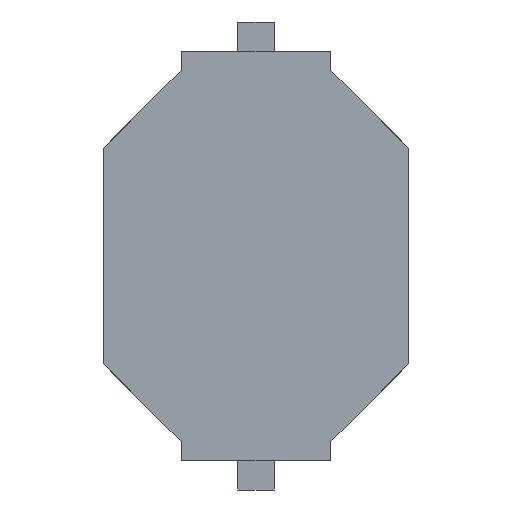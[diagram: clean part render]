
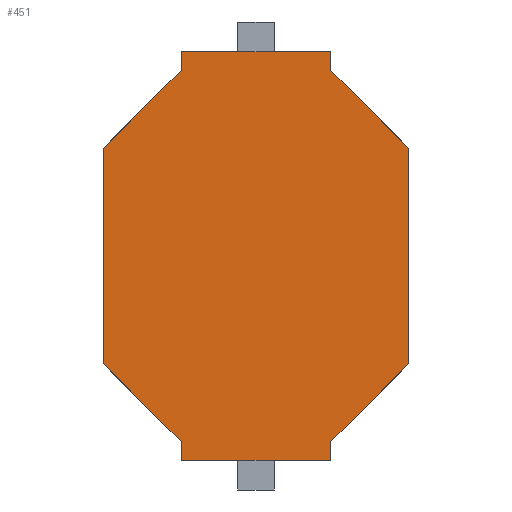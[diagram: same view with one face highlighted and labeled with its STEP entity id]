
A CAD part, front view. The second image highlights one B-rep face of the part: STEP entity #451.
In plain terms, the highlighted planar face has unit normal (0, -1, 0).
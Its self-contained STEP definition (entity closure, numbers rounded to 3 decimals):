
#7 = EDGE_CURVE ( 'NONE', #377, #375, #988, .T. ) ;
#8 = ORIENTED_EDGE ( 'NONE', *, *, #9, .F. ) ;
#9 = EDGE_CURVE ( 'NONE', #274, #377, #1104, .T. ) ;
#14 = ORIENTED_EDGE ( 'NONE', *, *, #15, .F. ) ;
#15 = EDGE_CURVE ( 'NONE', #16, #52, #1278, .T. ) ;
#16 = VERTEX_POINT ( 'NONE', #1232 ) ;
#17 = ORIENTED_EDGE ( 'NONE', *, *, #18, .F. ) ;
#18 = EDGE_CURVE ( 'NONE', #19, #141, #1282, .T. ) ;
#19 = VERTEX_POINT ( 'NONE', #1216 ) ;
#20 = EDGE_CURVE ( 'NONE', #143, #22, #1230, .T. ) ;
#21 = EDGE_CURVE ( 'NONE', #141, #143, #1285, .T. ) ;
#22 = VERTEX_POINT ( 'NONE', #1218 ) ;
#23 = ORIENTED_EDGE ( 'NONE', *, *, #20, .F. ) ;
#24 = ORIENTED_EDGE ( 'NONE', *, *, #25, .F. ) ;
#25 = EDGE_CURVE ( 'NONE', #145, #19, #1283, .T. ) ;
#26 = ORIENTED_EDGE ( 'NONE', *, *, #142, .F. ) ;
#47 = ORIENTED_EDGE ( 'NONE', *, *, #48, .F. ) ;
#48 = EDGE_CURVE ( 'NONE', #49, #346, #1259, .T. ) ;
#49 = VERTEX_POINT ( 'NONE', #1142 ) ;
#50 = ORIENTED_EDGE ( 'NONE', *, *, #51, .T. ) ;
#51 = EDGE_CURVE ( 'NONE', #49, #52, #1273, .T. ) ;
#52 = VERTEX_POINT ( 'NONE', #1177 ) ;
#141 = VERTEX_POINT ( 'NONE', #1397 ) ;
#142 = EDGE_CURVE ( 'NONE', #22, #16, #1396, .T. ) ;
#143 = VERTEX_POINT ( 'NONE', #1392 ) ;
#144 = ORIENTED_EDGE ( 'NONE', *, *, #21, .F. ) ;
#145 = VERTEX_POINT ( 'NONE', #1391 ) ;
#146 = ORIENTED_EDGE ( 'NONE', *, *, #147, .F. ) ;
#147 = EDGE_CURVE ( 'NONE', #382, #145, #1519, .T. ) ;
#243 = EDGE_CURVE ( 'NONE', #407, #278, #1610, .T. ) ;
#251 = VERTEX_POINT ( 'NONE', #1578 ) ;
#273 = EDGE_LOOP ( 'NONE', ( #452, #397, #376, #8, #275, #434, #374, #47, #50, #14, #26, #23, #144, #17, #24, #146 ) ) ;
#274 = VERTEX_POINT ( 'NONE', #1677 ) ;
#275 = ORIENTED_EDGE ( 'NONE', *, *, #276, .F. ) ;
#276 = EDGE_CURVE ( 'NONE', #278, #274, #1676, .T. ) ;
#277 = EDGE_CURVE ( 'NONE', #346, #407, #1672, .T. ) ;
#278 = VERTEX_POINT ( 'NONE', #1668 ) ;
#346 = VERTEX_POINT ( 'NONE', #1541 ) ;
#374 = ORIENTED_EDGE ( 'NONE', *, *, #277, .F. ) ;
#375 = VERTEX_POINT ( 'NONE', #1947 ) ;
#376 = ORIENTED_EDGE ( 'NONE', *, *, #7, .F. ) ;
#377 = VERTEX_POINT ( 'NONE', #1967 ) ;
#381 = EDGE_CURVE ( 'NONE', #251, #382, #1946, .T. ) ;
#382 = VERTEX_POINT ( 'NONE', #1942 ) ;
#397 = ORIENTED_EDGE ( 'NONE', *, *, #398, .F. ) ;
#398 = EDGE_CURVE ( 'NONE', #375, #251, #1898, .T. ) ;
#407 = VERTEX_POINT ( 'NONE', #1966 ) ;
#434 = ORIENTED_EDGE ( 'NONE', *, *, #243, .F. ) ;
#451 = ADVANCED_FACE ( 'NONE', ( #1829 ), #1828, .T. ) ;
#452 = ORIENTED_EDGE ( 'NONE', *, *, #381, .F. ) ;
#986 = VECTOR ( 'NONE', #1105, 1000. ) ;
#987 = CARTESIAN_POINT ( 'NONE',  ( 1.65, 0., -8.575 ) ) ;
#988 = LINE ( 'NONE', #987, #986 ) ;
#1101 = DIRECTION ( 'NONE',  ( -0.707, 0., -0.707 ) ) ;
#1102 = VECTOR ( 'NONE', #1101, 1000. ) ;
#1103 = CARTESIAN_POINT ( 'NONE',  ( 3.35, 0., -6.875 ) ) ;
#1104 = LINE ( 'NONE', #1103, #1102 ) ;
#1105 = DIRECTION ( 'NONE',  ( 0., 0., -1. ) ) ;
#1141 = CARTESIAN_POINT ( 'NONE',  ( 1.65, 0., 0. ) ) ;
#1142 = CARTESIAN_POINT ( 'NONE',  ( 0.4, 0., 0. ) ) ;
#1143 = DIRECTION ( 'NONE',  ( 1., 0., 0. ) ) ;
#1144 = VECTOR ( 'NONE', #1143, 1000. ) ;
#1145 = CARTESIAN_POINT ( 'NONE',  ( 1.65, 0., 0. ) ) ;
#1146 = CARTESIAN_POINT ( 'NONE',  ( -1.65, 0., -0.425 ) ) ;
#1153 = DIRECTION ( 'NONE',  ( 0., 0., 1. ) ) ;
#1154 = VECTOR ( 'NONE', #1153, 1000. ) ;
#1177 = CARTESIAN_POINT ( 'NONE',  ( -0.4, 0., 0. ) ) ;
#1178 = DIRECTION ( 'NONE',  ( 1., 0., 0. ) ) ;
#1215 = VECTOR ( 'NONE', #1217, 1000. ) ;
#1216 = CARTESIAN_POINT ( 'NONE',  ( -1.65, 0., -8.575 ) ) ;
#1217 = DIRECTION ( 'NONE',  ( -0.707, 0., 0.707 ) ) ;
#1218 = CARTESIAN_POINT ( 'NONE',  ( -1.65, 0., -0.425 ) ) ;
#1223 = VECTOR ( 'NONE', #1280, 1000. ) ;
#1224 = CARTESIAN_POINT ( 'NONE',  ( -1.65, 0., -8.575 ) ) ;
#1230 = LINE ( 'NONE', #1146, #1262 ) ;
#1231 = VECTOR ( 'NONE', #1178, 1000. ) ;
#1232 = CARTESIAN_POINT ( 'NONE',  ( -1.65, 0., 0. ) ) ;
#1236 = CARTESIAN_POINT ( 'NONE',  ( -3.35, 0., -6.875 ) ) ;
#1259 = LINE ( 'NONE', #1145, #1144 ) ;
#1261 = DIRECTION ( 'NONE',  ( 0.707, 0., 0.707 ) ) ;
#1262 = VECTOR ( 'NONE', #1261, 1000. ) ;
#1270 = DIRECTION ( 'NONE',  ( -1., 0., 0. ) ) ;
#1271 = VECTOR ( 'NONE', #1270, 1000. ) ;
#1272 = CARTESIAN_POINT ( 'NONE',  ( 1.65, 0., 0. ) ) ;
#1273 = LINE ( 'NONE', #1272, #1271 ) ;
#1278 = LINE ( 'NONE', #1141, #1231 ) ;
#1280 = DIRECTION ( 'NONE',  ( 0., 0., 1. ) ) ;
#1282 = LINE ( 'NONE', #1236, #1215 ) ;
#1283 = LINE ( 'NONE', #1224, #1223 ) ;
#1284 = CARTESIAN_POINT ( 'NONE',  ( -3.35, 0., -2.125 ) ) ;
#1285 = LINE ( 'NONE', #1284, #1154 ) ;
#1391 = CARTESIAN_POINT ( 'NONE',  ( -1.65, 0., -9. ) ) ;
#1392 = CARTESIAN_POINT ( 'NONE',  ( -3.35, 0., -2.125 ) ) ;
#1393 = DIRECTION ( 'NONE',  ( 0., 0., 1. ) ) ;
#1394 = VECTOR ( 'NONE', #1393, 1000. ) ;
#1395 = CARTESIAN_POINT ( 'NONE',  ( -1.65, 0., 0. ) ) ;
#1396 = LINE ( 'NONE', #1395, #1394 ) ;
#1397 = CARTESIAN_POINT ( 'NONE',  ( -3.35, 0., -6.875 ) ) ;
#1516 = DIRECTION ( 'NONE',  ( -1., 0., 0. ) ) ;
#1517 = VECTOR ( 'NONE', #1516, 1000. ) ;
#1518 = CARTESIAN_POINT ( 'NONE',  ( -1.65, 0., -9. ) ) ;
#1519 = LINE ( 'NONE', #1518, #1517 ) ;
#1541 = CARTESIAN_POINT ( 'NONE',  ( 1.65, 0., 0. ) ) ;
#1578 = CARTESIAN_POINT ( 'NONE',  ( 0.4, 0., -9. ) ) ;
#1607 = DIRECTION ( 'NONE',  ( 0.707, 0., -0.707 ) ) ;
#1608 = VECTOR ( 'NONE', #1607, 1000. ) ;
#1609 = CARTESIAN_POINT ( 'NONE',  ( 1.65, 0., -0.425 ) ) ;
#1610 = LINE ( 'NONE', #1609, #1608 ) ;
#1668 = CARTESIAN_POINT ( 'NONE',  ( 3.35, 0., -2.125 ) ) ;
#1669 = DIRECTION ( 'NONE',  ( 0., 0., -1. ) ) ;
#1670 = VECTOR ( 'NONE', #1669, 1000. ) ;
#1671 = CARTESIAN_POINT ( 'NONE',  ( 1.65, 0., 0. ) ) ;
#1672 = LINE ( 'NONE', #1671, #1670 ) ;
#1673 = DIRECTION ( 'NONE',  ( 0., 0., -1. ) ) ;
#1674 = VECTOR ( 'NONE', #1673, 1000. ) ;
#1675 = CARTESIAN_POINT ( 'NONE',  ( 3.35, 0., -2.125 ) ) ;
#1676 = LINE ( 'NONE', #1675, #1674 ) ;
#1677 = CARTESIAN_POINT ( 'NONE',  ( 3.35, 0., -6.875 ) ) ;
#1823 = DIRECTION ( 'NONE',  ( 0., 0., -1. ) ) ;
#1824 = DIRECTION ( 'NONE',  ( 0., -1., 0. ) ) ;
#1825 = CARTESIAN_POINT ( 'NONE',  ( 1.65, 0., -9. ) ) ;
#1827 = AXIS2_PLACEMENT_3D ( 'NONE', #1825, #1824, #1823 ) ;
#1828 = PLANE ( 'NONE',  #1827 ) ;
#1829 = FACE_OUTER_BOUND ( 'NONE', #273, .T. ) ;
#1890 = DIRECTION ( 'NONE',  ( -1., 0., 0. ) ) ;
#1891 = VECTOR ( 'NONE', #1890, 1000. ) ;
#1892 = CARTESIAN_POINT ( 'NONE',  ( -1.65, 0., -9. ) ) ;
#1898 = LINE ( 'NONE', #1892, #1891 ) ;
#1942 = CARTESIAN_POINT ( 'NONE',  ( -0.4, 0., -9. ) ) ;
#1943 = DIRECTION ( 'NONE',  ( -1., 0., 0. ) ) ;
#1944 = VECTOR ( 'NONE', #1943, 1000. ) ;
#1945 = CARTESIAN_POINT ( 'NONE',  ( 1.65, 0., -9. ) ) ;
#1946 = LINE ( 'NONE', #1945, #1944 ) ;
#1947 = CARTESIAN_POINT ( 'NONE',  ( 1.65, 0., -9. ) ) ;
#1966 = CARTESIAN_POINT ( 'NONE',  ( 1.65, 0., -0.425 ) ) ;
#1967 = CARTESIAN_POINT ( 'NONE',  ( 1.65, 0., -8.575 ) ) ;
